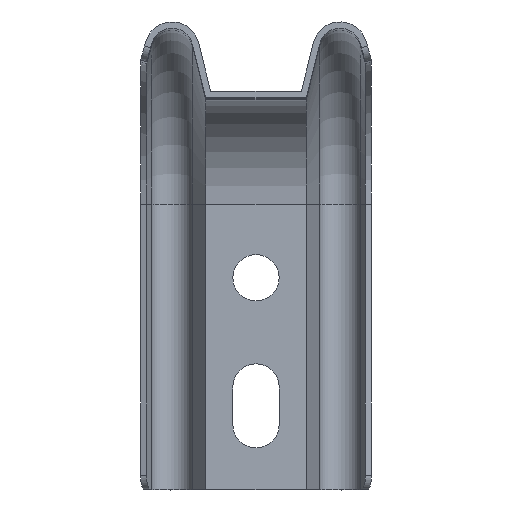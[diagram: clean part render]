
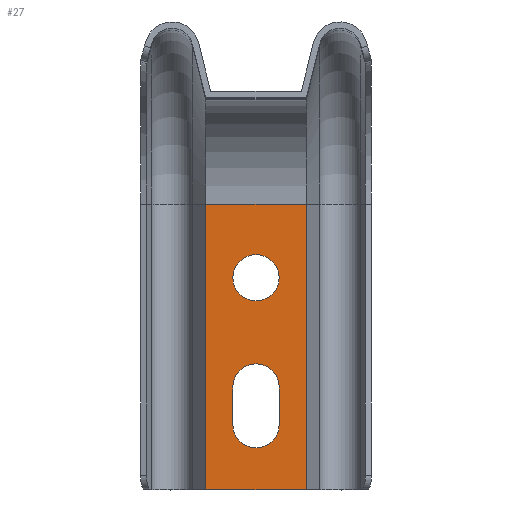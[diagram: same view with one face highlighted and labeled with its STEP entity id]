
A CAD part, top view. The second image highlights one B-rep face of the part: STEP entity #27.
In plain terms, the highlighted planar face has unit normal (0, 0, 1).
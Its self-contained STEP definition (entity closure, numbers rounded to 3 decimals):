
#26 = VERTEX_POINT ( 'NONE', #1181 ) ;
#27 = ADVANCED_FACE ( 'NONE', ( #1013, #3112, #215 ), #2234, .F. ) ;
#29 = AXIS2_PLACEMENT_3D ( 'NONE', #2446, #863, #2715 ) ;
#74 = DIRECTION ( 'NONE',  ( 0., 0., 1. ) ) ;
#152 = LINE ( 'NONE', #3422, #2976 ) ;
#170 = EDGE_CURVE ( 'NONE', #3276, #2138, #3238, .T. ) ;
#215 = FACE_OUTER_BOUND ( 'NONE', #3087, .T. ) ;
#268 = CARTESIAN_POINT ( 'NONE',  ( -5.5, -42.5, -242. ) ) ;
#413 = DIRECTION ( 'NONE',  ( 1., 0., 0. ) ) ;
#438 = EDGE_LOOP ( 'NONE', ( #2239, #2535, #3409, #2022 ) ) ;
#532 = DIRECTION ( 'NONE',  ( 0., -1., 0. ) ) ;
#596 = CIRCLE ( 'NONE', #3286, 5.5 ) ;
#775 = DIRECTION ( 'NONE',  ( 1., 0., 0. ) ) ;
#778 = DIRECTION ( 'NONE',  ( 0., -1., 0. ) ) ;
#836 = EDGE_CURVE ( 'NONE', #3406, #1731, #1012, .T. ) ;
#863 = DIRECTION ( 'NONE',  ( 0., 0., 1. ) ) ;
#917 = EDGE_CURVE ( 'NONE', #2758, #2138, #2611, .T. ) ;
#934 = CARTESIAN_POINT ( 'NONE',  ( 5.5, -77.5, -242. ) ) ;
#1012 = LINE ( 'NONE', #934, #1095 ) ;
#1013 = FACE_BOUND ( 'NONE', #2382, .T. ) ;
#1041 = CARTESIAN_POINT ( 'NONE',  ( -5.5, -77.5, -242. ) ) ;
#1095 = VECTOR ( 'NONE', #2772, 1000. ) ;
#1109 = ORIENTED_EDGE ( 'NONE', *, *, #1800, .T. ) ;
#1114 = CIRCLE ( 'NONE', #29, 5.5 ) ;
#1171 = AXIS2_PLACEMENT_3D ( 'NONE', #1659, #3500, #1933 ) ;
#1181 = CARTESIAN_POINT ( 'NONE',  ( -12., -25., -242. ) ) ;
#1210 = VECTOR ( 'NONE', #413, 1000. ) ;
#1336 = EDGE_CURVE ( 'NONE', #26, #2758, #2946, .T. ) ;
#1442 = DIRECTION ( 'NONE',  ( 0., 0., -1. ) ) ;
#1548 = CARTESIAN_POINT ( 'NONE',  ( -12., -25., -242. ) ) ;
#1586 = EDGE_CURVE ( 'NONE', #26, #3276, #1930, .T. ) ;
#1627 = CARTESIAN_POINT ( 'NONE',  ( 5.5, -68.5, -242. ) ) ;
#1659 = CARTESIAN_POINT ( 'NONE',  ( 0., -42.5, -242. ) ) ;
#1731 = VERTEX_POINT ( 'NONE', #1627 ) ;
#1775 = CARTESIAN_POINT ( 'NONE',  ( 0., -68.5, -242. ) ) ;
#1800 = EDGE_CURVE ( 'NONE', #2882, #2882, #3444, .T. ) ;
#1930 = LINE ( 'NONE', #2116, #3244 ) ;
#1933 = DIRECTION ( 'NONE',  ( -1., 0., 0. ) ) ;
#2022 = ORIENTED_EDGE ( 'NONE', *, *, #2355, .F. ) ;
#2026 = AXIS2_PLACEMENT_3D ( 'NONE', #2492, #1442, #3283 ) ;
#2039 = DIRECTION ( 'NONE',  ( 1., 0., 0. ) ) ;
#2065 = CARTESIAN_POINT ( 'NONE',  ( 12., -93., -242. ) ) ;
#2116 = CARTESIAN_POINT ( 'NONE',  ( 12., -25., -242. ) ) ;
#2138 = VERTEX_POINT ( 'NONE', #2749 ) ;
#2196 = CARTESIAN_POINT ( 'NONE',  ( 12., -25., -242. ) ) ;
#2234 = PLANE ( 'NONE',  #2026 ) ;
#2239 = ORIENTED_EDGE ( 'NONE', *, *, #836, .F. ) ;
#2318 = ORIENTED_EDGE ( 'NONE', *, *, #170, .F. ) ;
#2355 = EDGE_CURVE ( 'NONE', #1731, #2542, #596, .T. ) ;
#2363 = CARTESIAN_POINT ( 'NONE',  ( -5.5, -68.5, -242. ) ) ;
#2382 = EDGE_LOOP ( 'NONE', ( #1109 ) ) ;
#2432 = CARTESIAN_POINT ( 'NONE',  ( -12., -93., -242. ) ) ;
#2446 = CARTESIAN_POINT ( 'NONE',  ( 0., -77.5, -242. ) ) ;
#2492 = CARTESIAN_POINT ( 'NONE',  ( 12., -25., -242. ) ) ;
#2535 = ORIENTED_EDGE ( 'NONE', *, *, #3494, .F. ) ;
#2542 = VERTEX_POINT ( 'NONE', #2363 ) ;
#2611 = LINE ( 'NONE', #2065, #1210 ) ;
#2629 = CARTESIAN_POINT ( 'NONE',  ( 12., -25., -242. ) ) ;
#2676 = CARTESIAN_POINT ( 'NONE',  ( 5.5, -77.5, -242. ) ) ;
#2715 = DIRECTION ( 'NONE',  ( 1., 0., 0. ) ) ;
#2749 = CARTESIAN_POINT ( 'NONE',  ( 12., -93., -242. ) ) ;
#2758 = VERTEX_POINT ( 'NONE', #2432 ) ;
#2772 = DIRECTION ( 'NONE',  ( 0., 1., 0. ) ) ;
#2882 = VERTEX_POINT ( 'NONE', #268 ) ;
#2946 = LINE ( 'NONE', #1548, #3394 ) ;
#2976 = VECTOR ( 'NONE', #778, 1000. ) ;
#3014 = ORIENTED_EDGE ( 'NONE', *, *, #1336, .T. ) ;
#3087 = EDGE_LOOP ( 'NONE', ( #3247, #3014, #3367, #2318 ) ) ;
#3112 = FACE_BOUND ( 'NONE', #438, .T. ) ;
#3153 = VECTOR ( 'NONE', #532, 1000. ) ;
#3238 = LINE ( 'NONE', #2196, #3153 ) ;
#3244 = VECTOR ( 'NONE', #775, 1000. ) ;
#3247 = ORIENTED_EDGE ( 'NONE', *, *, #1586, .F. ) ;
#3253 = VERTEX_POINT ( 'NONE', #1041 ) ;
#3276 = VERTEX_POINT ( 'NONE', #2629 ) ;
#3283 = DIRECTION ( 'NONE',  ( -1., 0., 0. ) ) ;
#3286 = AXIS2_PLACEMENT_3D ( 'NONE', #1775, #74, #2039 ) ;
#3295 = EDGE_CURVE ( 'NONE', #2542, #3253, #152, .T. ) ;
#3367 = ORIENTED_EDGE ( 'NONE', *, *, #917, .T. ) ;
#3384 = DIRECTION ( 'NONE',  ( 0., -1., 0. ) ) ;
#3394 = VECTOR ( 'NONE', #3384, 1000. ) ;
#3406 = VERTEX_POINT ( 'NONE', #2676 ) ;
#3409 = ORIENTED_EDGE ( 'NONE', *, *, #3295, .F. ) ;
#3422 = CARTESIAN_POINT ( 'NONE',  ( -5.5, -77.5, -242. ) ) ;
#3444 = CIRCLE ( 'NONE', #1171, 5.5 ) ;
#3494 = EDGE_CURVE ( 'NONE', #3253, #3406, #1114, .T. ) ;
#3500 = DIRECTION ( 'NONE',  ( 0., 0., -1. ) ) ;
